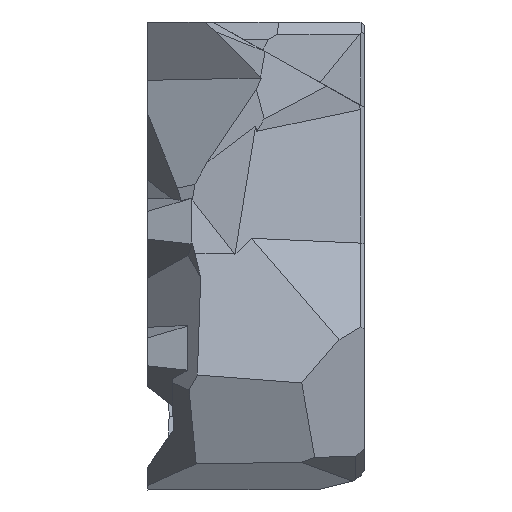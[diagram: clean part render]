
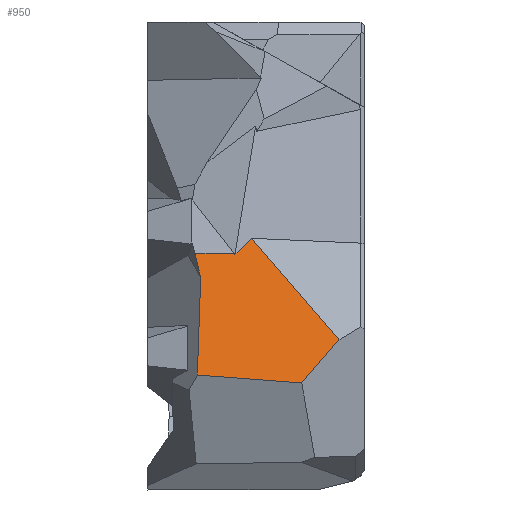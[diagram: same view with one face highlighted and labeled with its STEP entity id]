
A CAD part, left-side view. The second image highlights one B-rep face of the part: STEP entity #950.
In plain terms, the highlighted planar face has unit normal (-0.966, 0, 0.261).
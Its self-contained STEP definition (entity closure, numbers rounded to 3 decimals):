
#426=FACE_OUTER_BOUND('',#3428,.T.);
#950=ADVANCED_FACE('',(#426),#1449,.F.);
#1449=PLANE('',#11205);
#1836=LINE('',#17378,#2549);
#1877=LINE('',#20369,#2590);
#1882=LINE('',#20379,#2595);
#1883=LINE('',#20381,#2596);
#1884=LINE('',#20383,#2597);
#1885=LINE('',#20385,#2598);
#1886=LINE('',#20387,#2599);
#1887=LINE('',#20389,#2600);
#2549=VECTOR('',#12023,1.);
#2590=VECTOR('',#12100,1.);
#2595=VECTOR('',#12107,1.);
#2596=VECTOR('',#12108,1.);
#2597=VECTOR('',#12109,1.);
#2598=VECTOR('',#12110,1.);
#2599=VECTOR('',#12111,1.);
#2600=VECTOR('',#12112,1.);
#3428=EDGE_LOOP('',(#4694,#4695,#4696,#4697,#4698,#4699,#4700,#4701));
#4694=ORIENTED_EDGE('',*,*,#9107,.F.);
#4695=ORIENTED_EDGE('',*,*,#8951,.T.);
#4696=ORIENTED_EDGE('',*,*,#9112,.F.);
#4697=ORIENTED_EDGE('',*,*,#9113,.F.);
#4698=ORIENTED_EDGE('',*,*,#9114,.T.);
#4699=ORIENTED_EDGE('',*,*,#9115,.F.);
#4700=ORIENTED_EDGE('',*,*,#9116,.F.);
#4701=ORIENTED_EDGE('',*,*,#9117,.F.);
#7703=VERTEX_POINT('',#17377);
#7704=VERTEX_POINT('',#17379);
#7835=VERTEX_POINT('',#20370);
#7839=VERTEX_POINT('',#20380);
#7840=VERTEX_POINT('',#20382);
#7841=VERTEX_POINT('',#20384);
#7842=VERTEX_POINT('',#20386);
#7843=VERTEX_POINT('',#20388);
#8951=EDGE_CURVE('',#7704,#7703,#1836,.T.);
#9107=EDGE_CURVE('',#7704,#7835,#1877,.T.);
#9112=EDGE_CURVE('',#7839,#7703,#1882,.T.);
#9113=EDGE_CURVE('',#7840,#7839,#1883,.T.);
#9114=EDGE_CURVE('',#7840,#7841,#1884,.T.);
#9115=EDGE_CURVE('',#7842,#7841,#1885,.T.);
#9116=EDGE_CURVE('',#7843,#7842,#1886,.T.);
#9117=EDGE_CURVE('',#7835,#7843,#1887,.T.);
#11205=AXIS2_PLACEMENT_3D('',#20390,#12113,#12114);
#12023=DIRECTION('',(0.2,0.64,0.742));
#12100=DIRECTION('',(-0.2,0.64,-0.742));
#12107=DIRECTION('',(0.185,-0.705,0.685));
#12108=DIRECTION('',(-0.21,-0.59,-0.779));
#12109=DIRECTION('',(0.,1.,0.));
#12110=DIRECTION('',(0.254,0.23,0.94));
#12111=DIRECTION('',(0.26,-0.033,0.965));
#12112=DIRECTION('',(0.02,0.997,0.075));
#12113=DIRECTION('',(0.965,0.,-0.261));
#12114=DIRECTION('',(0.261,0.,0.965));
#17377=CARTESIAN_POINT('',(-30.604,-13.131,34.17));
#17378=CARTESIAN_POINT('',(-33.525,-22.468,23.344));
#17379=CARTESIAN_POINT('',(-34.062,-24.186,21.352));
#20369=CARTESIAN_POINT('',(-34.793,-21.852,18.645));
#20370=CARTESIAN_POINT('',(-35.534,-19.483,15.897));
#20379=CARTESIAN_POINT('',(-28.391,-21.577,42.369));
#20380=CARTESIAN_POINT('',(-31.151,-11.042,32.142));
#20381=CARTESIAN_POINT('',(-31.026,-10.692,32.604));
#20382=CARTESIAN_POINT('',(-31.121,-10.956,32.254));
#20383=CARTESIAN_POINT('',(-31.121,-27.5,32.254));
#20384=CARTESIAN_POINT('',(-31.121,-5.979,32.254));
#20385=CARTESIAN_POINT('',(-27.9,-3.061,44.189));
#20386=CARTESIAN_POINT('',(-31.929,-6.712,29.257));
#20387=CARTESIAN_POINT('',(-30.401,-6.905,34.919));
#20388=CARTESIAN_POINT('',(-35.265,-6.292,16.896));
#20389=CARTESIAN_POINT('',(-35.564,-20.969,15.785));
#20390=CARTESIAN_POINT('',(-31.121,-27.5,32.254));
